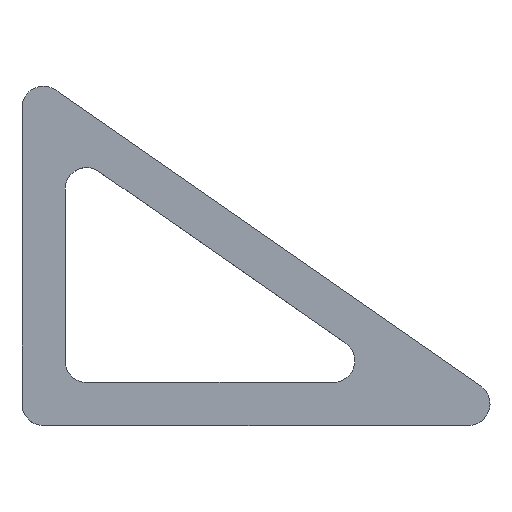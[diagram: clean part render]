
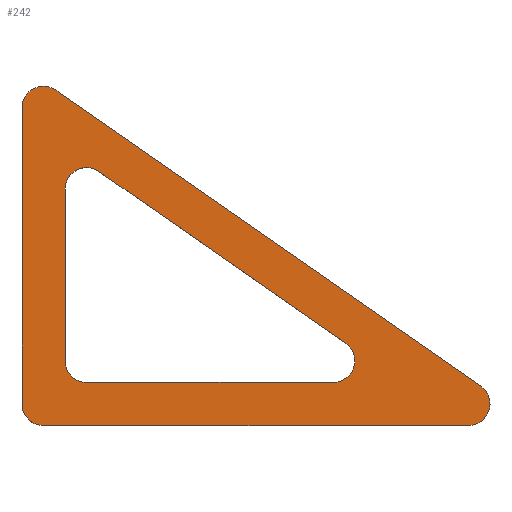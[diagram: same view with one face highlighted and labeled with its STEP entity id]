
A CAD part, top view. The second image highlights one B-rep face of the part: STEP entity #242.
In plain terms, the highlighted planar face has unit normal (0, 0, 1).
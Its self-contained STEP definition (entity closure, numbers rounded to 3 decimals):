
#24 = VERTEX_POINT('',#25);
#25 = CARTESIAN_POINT('',(10.057,92.93,10.));
#31 = EDGE_CURVE('',#24,#32,#34,.T.);
#32 = VERTEX_POINT('',#33);
#33 = CARTESIAN_POINT('',(0.,88.51,10.));
#34 = CIRCLE('',#35,6.);
#35 = AXIS2_PLACEMENT_3D('',#36,#37,#38);
#36 = CARTESIAN_POINT('',(6.,88.51,10.));
#37 = DIRECTION('',(0.,0.,1.));
#38 = DIRECTION('',(1.,0.,0.));
#64 = EDGE_CURVE('',#24,#65,#67,.T.);
#65 = VERTEX_POINT('',#66);
#66 = CARTESIAN_POINT('',(127.647,11.081,10.));
#67 = LINE('',#68,#69);
#68 = CARTESIAN_POINT('',(10.057,92.93,10.));
#69 = VECTOR('',#70,1.);
#70 = DIRECTION('',(0.821,-0.571,0.));
#117 = EDGE_CURVE('',#32,#118,#120,.T.);
#118 = VERTEX_POINT('',#119);
#119 = CARTESIAN_POINT('',(0.,6.,10.));
#120 = LINE('',#121,#122);
#121 = CARTESIAN_POINT('',(0.,88.51,10.));
#122 = VECTOR('',#123,1.);
#123 = DIRECTION('',(0.,-1.,0.));
#242 = ADVANCED_FACE('',(#243,#272),#325,.T.);
#243 = FACE_BOUND('',#244,.T.);
#244 = EDGE_LOOP('',(#245,#246,#247,#256,#264,#271));
#245 = ORIENTED_EDGE('',*,*,#31,.T.);
#246 = ORIENTED_EDGE('',*,*,#117,.T.);
#247 = ORIENTED_EDGE('',*,*,#248,.T.);
#248 = EDGE_CURVE('',#118,#249,#251,.T.);
#249 = VERTEX_POINT('',#250);
#250 = CARTESIAN_POINT('',(6.003,0.,10.));
#251 = CIRCLE('',#252,6.);
#252 = AXIS2_PLACEMENT_3D('',#253,#254,#255);
#253 = CARTESIAN_POINT('',(6.,6.,10.));
#254 = DIRECTION('',(0.,0.,1.));
#255 = DIRECTION('',(1.,0.,0.));
#256 = ORIENTED_EDGE('',*,*,#257,.T.);
#257 = EDGE_CURVE('',#249,#258,#260,.T.);
#258 = VERTEX_POINT('',#259);
#259 = CARTESIAN_POINT('',(124.363,0.062,10.));
#260 = LINE('',#261,#262);
#261 = CARTESIAN_POINT('',(6.003,0.,10.));
#262 = VECTOR('',#263,1.);
#263 = DIRECTION('',(1.,0.001,0.));
#264 = ORIENTED_EDGE('',*,*,#265,.T.);
#265 = EDGE_CURVE('',#258,#65,#266,.T.);
#266 = CIRCLE('',#267,6.);
#267 = AXIS2_PLACEMENT_3D('',#268,#269,#270);
#268 = CARTESIAN_POINT('',(124.36,6.062,10.));
#269 = DIRECTION('',(0.,0.,1.));
#270 = DIRECTION('',(1.,0.,0.));
#271 = ORIENTED_EDGE('',*,*,#64,.F.);
#272 = FACE_BOUND('',#273,.F.);
#273 = EDGE_LOOP('',(#274,#284,#293,#301,#310,#318));
#274 = ORIENTED_EDGE('',*,*,#275,.T.);
#275 = EDGE_CURVE('',#276,#278,#280,.T.);
#276 = VERTEX_POINT('',#277);
#277 = CARTESIAN_POINT('',(90.138,22.96,10.));
#278 = VERTEX_POINT('',#279);
#279 = CARTESIAN_POINT('',(21.428,70.786,10.));
#280 = LINE('',#281,#282);
#281 = CARTESIAN_POINT('',(90.138,22.96,10.));
#282 = VECTOR('',#283,1.);
#283 = DIRECTION('',(-0.821,0.571,0.));
#284 = ORIENTED_EDGE('',*,*,#285,.T.);
#285 = EDGE_CURVE('',#278,#286,#288,.T.);
#286 = VERTEX_POINT('',#287);
#287 = CARTESIAN_POINT('',(12.,65.862,10.));
#288 = CIRCLE('',#289,6.);
#289 = AXIS2_PLACEMENT_3D('',#290,#291,#292);
#290 = CARTESIAN_POINT('',(18.,65.862,10.));
#291 = DIRECTION('',(0.,0.,1.));
#292 = DIRECTION('',(1.,0.,0.));
#293 = ORIENTED_EDGE('',*,*,#294,.T.);
#294 = EDGE_CURVE('',#286,#295,#297,.T.);
#295 = VERTEX_POINT('',#296);
#296 = CARTESIAN_POINT('',(12.,18.,10.));
#297 = LINE('',#298,#299);
#298 = CARTESIAN_POINT('',(12.,65.862,10.));
#299 = VECTOR('',#300,1.);
#300 = DIRECTION('',(0.,-1.,0.));
#301 = ORIENTED_EDGE('',*,*,#302,.T.);
#302 = EDGE_CURVE('',#295,#303,#305,.T.);
#303 = VERTEX_POINT('',#304);
#304 = CARTESIAN_POINT('',(18.003,12.,10.));
#305 = CIRCLE('',#306,6.);
#306 = AXIS2_PLACEMENT_3D('',#307,#308,#309);
#307 = CARTESIAN_POINT('',(18.,18.,10.));
#308 = DIRECTION('',(0.,0.,1.));
#309 = DIRECTION('',(1.,0.,0.));
#310 = ORIENTED_EDGE('',*,*,#311,.T.);
#311 = EDGE_CURVE('',#303,#312,#314,.T.);
#312 = VERTEX_POINT('',#313);
#313 = CARTESIAN_POINT('',(86.713,12.036,10.));
#314 = LINE('',#315,#316);
#315 = CARTESIAN_POINT('',(18.003,12.,10.));
#316 = VECTOR('',#317,1.);
#317 = DIRECTION('',(1.,0.001,0.));
#318 = ORIENTED_EDGE('',*,*,#319,.T.);
#319 = EDGE_CURVE('',#312,#276,#320,.T.);
#320 = CIRCLE('',#321,6.);
#321 = AXIS2_PLACEMENT_3D('',#322,#323,#324);
#322 = CARTESIAN_POINT('',(86.71,18.036,10.));
#323 = DIRECTION('',(0.,0.,1.));
#324 = DIRECTION('',(1.,0.,0.));
#325 = PLANE('',#326);
#326 = AXIS2_PLACEMENT_3D('',#327,#328,#329);
#327 = CARTESIAN_POINT('',(48.602,33.492,10.));
#328 = DIRECTION('',(0.,0.,1.));
#329 = DIRECTION('',(1.,0.,0.));
